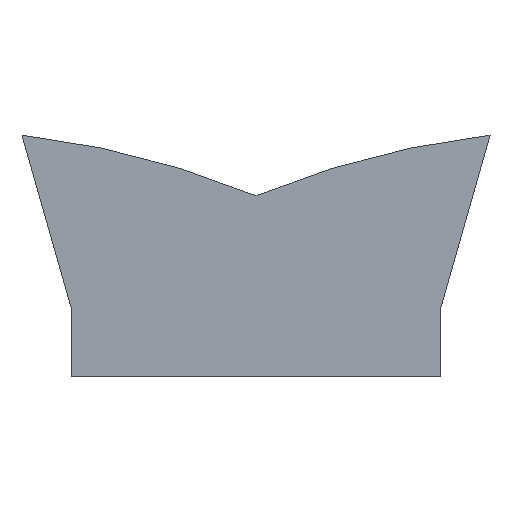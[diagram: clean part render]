
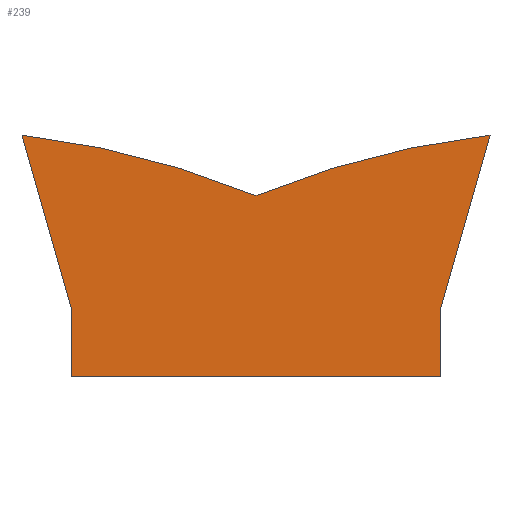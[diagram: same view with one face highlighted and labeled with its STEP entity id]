
A CAD part, front view. The second image highlights one B-rep face of the part: STEP entity #239.
In plain terms, the highlighted planar face has unit normal (0, -1, 0).
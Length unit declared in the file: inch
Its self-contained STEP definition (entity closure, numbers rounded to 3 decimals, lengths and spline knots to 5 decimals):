
#15=LINE($,#439,#28);
#19=LINE($,#447,#32);
#23=LINE($,#457,#36);
#26=LINE($,#511,#39);
#27=LINE($,#512,#40);
#28=VECTOR($,#298,0.55753);
#32=VECTOR($,#304,3.05211);
#36=VECTOR($,#314,0.55753);
#39=VECTOR($,#329,1.5);
#40=VECTOR($,#330,1.5);
#72=FACE_OUTER_BOUND($,#98,.T.);
#98=EDGE_LOOP($,(#203,#204,#205,#206,#207,#208,#209));
#109=CIRCLE($,#264,7.22466);
#111=CIRCLE($,#266,7.22466);
#120=VERTEX_POINT($,#437);
#121=VERTEX_POINT($,#438);
#124=VERTEX_POINT($,#446);
#127=VERTEX_POINT($,#456);
#129=VERTEX_POINT($,#481);
#130=VERTEX_POINT($,#489);
#131=VERTEX_POINT($,#507);
#140=EDGE_CURVE($,#120,#121,#15,.T.);
#144=EDGE_CURVE($,#121,#124,#19,.T.);
#149=EDGE_CURVE($,#124,#127,#23,.T.);
#154=EDGE_CURVE($,#129,#130,#109,.T.);
#157=EDGE_CURVE($,#131,#129,#111,.T.);
#158=EDGE_CURVE($,#131,#127,#26,.T.);
#159=EDGE_CURVE($,#130,#120,#27,.T.);
#203=ORIENTED_EDGE($,*,*,#158,.T.);
#204=ORIENTED_EDGE($,*,*,#149,.F.);
#205=ORIENTED_EDGE($,*,*,#144,.F.);
#206=ORIENTED_EDGE($,*,*,#140,.F.);
#207=ORIENTED_EDGE($,*,*,#159,.F.);
#208=ORIENTED_EDGE($,*,*,#154,.F.);
#209=ORIENTED_EDGE($,*,*,#157,.F.);
#223=PLANE($,#267);
#239=ADVANCED_FACE($,(#72),#223,.T.);
#264=AXIS2_PLACEMENT_3D($,#490,#321,#322);
#266=AXIS2_PLACEMENT_3D($,#509,#325,#326);
#267=AXIS2_PLACEMENT_3D($,#510,#327,#328);
#298=DIRECTION($,(0.,0.,-1.));
#304=DIRECTION($,(-1.,0.,0.));
#314=DIRECTION($,(0.,0.,1.));
#321=DIRECTION('center_axis',(0.,1.,0.));
#322=DIRECTION('ref_axis',(-0.382,0.,0.924));
#325=DIRECTION('center_axis',(0.,1.,0.));
#326=DIRECTION('ref_axis',(0.113,0.,0.994));
#327=DIRECTION('center_axis',(0.,-1.,0.));
#328=DIRECTION('ref_axis',(0.,0.,-1.));
#329=DIRECTION($,(0.274,0.,-0.962));
#330=DIRECTION($,(-0.274,0.,-0.962));
#437=CARTESIAN_POINT('',(1.52606,0.,-0.94247));
#438=CARTESIAN_POINT('',(1.52606,0.,-1.5));
#439=CARTESIAN_POINT($,(1.52606,0.,-1.36062));
#446=CARTESIAN_POINT('',(-1.52606,0.,-1.5));
#447=CARTESIAN_POINT($,(0.,0.,-1.5));
#456=CARTESIAN_POINT('',(-1.52606,0.,-0.94247));
#457=CARTESIAN_POINT($,(-1.52606,0.,-1.08185));
#481=CARTESIAN_POINT('',(0.,0.,0.));
#489=CARTESIAN_POINT('',(1.9375,0.,0.5));
#490=CARTESIAN_POINT('Origin',(2.75664,0.,-6.67807));
#507=CARTESIAN_POINT('',(-1.9375,0.,0.5));
#509=CARTESIAN_POINT('Origin',(-2.75664,0.,-6.67807));
#510=CARTESIAN_POINT('Origin',(-1.9375,0.,0.5));
#511=CARTESIAN_POINT($,(-1.9375,0.,0.5));
#512=CARTESIAN_POINT($,(2.00607,0.,0.74041));
